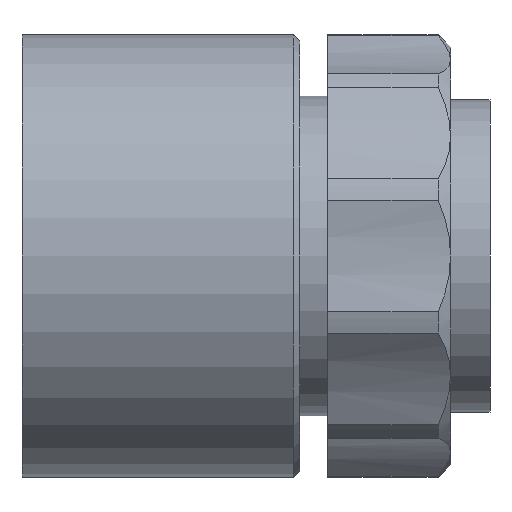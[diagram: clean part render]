
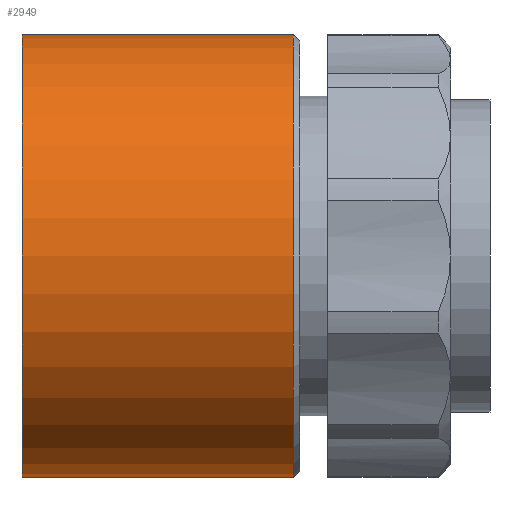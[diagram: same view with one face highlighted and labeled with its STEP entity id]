
A CAD part, front view. The second image highlights one B-rep face of the part: STEP entity #2949.
In plain terms, the highlighted cylindrical face has radius 18 mm (diameter 36 mm), a partial arc.
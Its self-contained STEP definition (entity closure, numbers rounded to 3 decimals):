
#70 = CARTESIAN_POINT ( 'NONE',  ( 22.085, 0., -18. ) ) ;
#157 = CIRCLE ( 'NONE', #904, 18. ) ;
#299 = DIRECTION ( 'NONE',  ( 0., 0., 1. ) ) ;
#451 = DIRECTION ( 'NONE',  ( -1., 0., 0. ) ) ;
#521 = CIRCLE ( 'NONE', #1851, 18. ) ;
#589 = DIRECTION ( 'NONE',  ( 0., 0., 1. ) ) ;
#686 = CARTESIAN_POINT ( 'NONE',  ( 0., 0., 0. ) ) ;
#713 = LINE ( 'NONE', #726, #4361 ) ;
#726 = CARTESIAN_POINT ( 'NONE',  ( 0., 0., 18. ) ) ;
#779 = AXIS2_PLACEMENT_3D ( 'NONE', #1176, #849, #834 ) ;
#834 = DIRECTION ( 'NONE',  ( 0., 0., 1. ) ) ;
#849 = DIRECTION ( 'NONE',  ( -1., 0., 0. ) ) ;
#904 = AXIS2_PLACEMENT_3D ( 'NONE', #686, #451, #299 ) ;
#916 = CARTESIAN_POINT ( 'NONE',  ( 0., 0., 18. ) ) ;
#928 = CYLINDRICAL_SURFACE ( 'NONE', #779, 18. ) ;
#934 = EDGE_CURVE ( 'NONE', #3288, #2933, #521, .T. ) ;
#955 = EDGE_LOOP ( 'NONE', ( #2673, #4576, #1590, #2531 ) ) ;
#1005 = CARTESIAN_POINT ( 'NONE',  ( 0., 0., -18. ) ) ;
#1047 = FACE_OUTER_BOUND ( 'NONE', #955, .T. ) ;
#1160 = CARTESIAN_POINT ( 'NONE',  ( 22.085, 0., 18. ) ) ;
#1176 = CARTESIAN_POINT ( 'NONE',  ( 0., 0., 0. ) ) ;
#1590 = ORIENTED_EDGE ( 'NONE', *, *, #3336, .T. ) ;
#1717 = VERTEX_POINT ( 'NONE', #916 ) ;
#1851 = AXIS2_PLACEMENT_3D ( 'NONE', #3982, #3960, #589 ) ;
#2034 = CARTESIAN_POINT ( 'NONE',  ( 0., 0., -18. ) ) ;
#2098 = DIRECTION ( 'NONE',  ( -1., 0., 0. ) ) ;
#2531 = ORIENTED_EDGE ( 'NONE', *, *, #2802, .F. ) ;
#2673 = ORIENTED_EDGE ( 'NONE', *, *, #2994, .F. ) ;
#2802 = EDGE_CURVE ( 'NONE', #2871, #1717, #157, .T. ) ;
#2871 = VERTEX_POINT ( 'NONE', #1005 ) ;
#2933 = VERTEX_POINT ( 'NONE', #1160 ) ;
#2949 = ADVANCED_FACE ( 'NONE', ( #1047 ), #928, .T. ) ;
#2994 = EDGE_CURVE ( 'NONE', #3288, #2871, #4483, .T. ) ;
#3288 = VERTEX_POINT ( 'NONE', #70 ) ;
#3336 = EDGE_CURVE ( 'NONE', #2933, #1717, #713, .T. ) ;
#3608 = DIRECTION ( 'NONE',  ( -1., 0., 0. ) ) ;
#3960 = DIRECTION ( 'NONE',  ( -1., 0., 0. ) ) ;
#3982 = CARTESIAN_POINT ( 'NONE',  ( 22.085, 0., 0. ) ) ;
#4361 = VECTOR ( 'NONE', #3608, 1000. ) ;
#4483 = LINE ( 'NONE', #2034, #4603 ) ;
#4576 = ORIENTED_EDGE ( 'NONE', *, *, #934, .T. ) ;
#4603 = VECTOR ( 'NONE', #2098, 1000. ) ;
